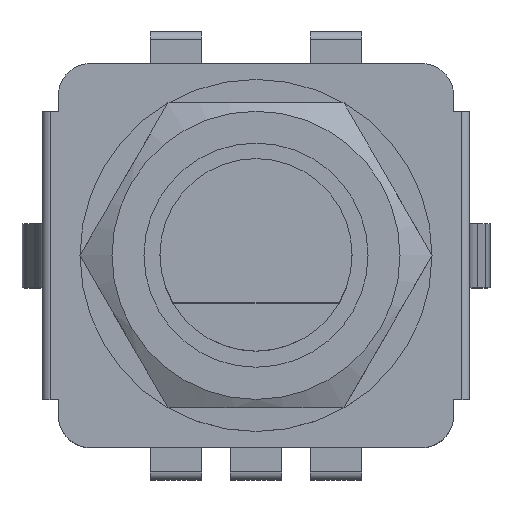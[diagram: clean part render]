
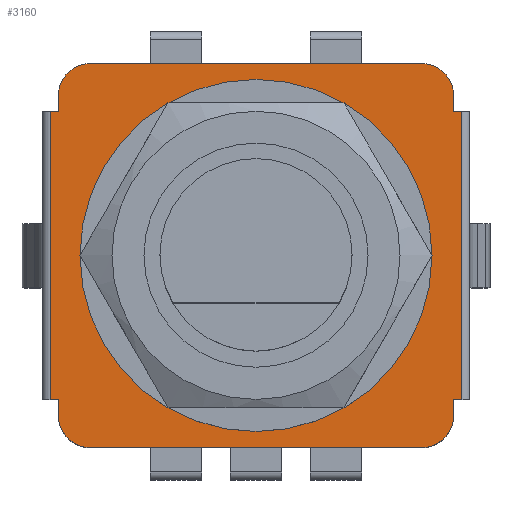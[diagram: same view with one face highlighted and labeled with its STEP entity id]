
A CAD part, top view. The second image highlights one B-rep face of the part: STEP entity #3160.
In plain terms, the highlighted planar face has unit normal (0, 0, 1).
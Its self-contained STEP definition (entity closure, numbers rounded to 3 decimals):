
#157=PLANE('',#3673);
#338=FACE_OUTER_BOUND('',#524,.T.);
#524=EDGE_LOOP('',(#2682,#2683,#2684,#2685,#2686,#2687,#2688,#2689,#2690,
#2691,#2692,#2693,#2694,#2695,#2696,#2697));
#743=LINE('',#5376,#1010);
#782=LINE('',#5484,#1049);
#802=LINE('',#5535,#1069);
#803=LINE('',#5538,#1070);
#804=LINE('',#5542,#1071);
#805=LINE('',#5546,#1072);
#806=LINE('',#5548,#1073);
#807=LINE('',#5549,#1074);
#808=LINE('',#5551,#1075);
#809=LINE('',#5555,#1076);
#810=LINE('',#5559,#1077);
#811=LINE('',#5560,#1078);
#1010=VECTOR('',#4375,10.);
#1049=VECTOR('',#4476,10.);
#1069=VECTOR('',#4534,10.);
#1070=VECTOR('',#4537,10.);
#1071=VECTOR('',#4540,10.);
#1072=VECTOR('',#4543,10.);
#1073=VECTOR('',#4544,10.);
#1074=VECTOR('',#4545,10.);
#1075=VECTOR('',#4546,10.);
#1076=VECTOR('',#4549,10.);
#1077=VECTOR('',#4552,10.);
#1078=VECTOR('',#4553,10.);
#1272=CIRCLE('',#3674,1.);
#1273=CIRCLE('',#3675,1.);
#1274=CIRCLE('',#3676,1.);
#1275=CIRCLE('',#3677,1.);
#1482=VERTEX_POINT('',#5373);
#1483=VERTEX_POINT('',#5375);
#1520=VERTEX_POINT('',#5481);
#1521=VERTEX_POINT('',#5483);
#1533=VERTEX_POINT('',#5533);
#1534=VERTEX_POINT('',#5537);
#1535=VERTEX_POINT('',#5539);
#1536=VERTEX_POINT('',#5541);
#1537=VERTEX_POINT('',#5543);
#1538=VERTEX_POINT('',#5545);
#1539=VERTEX_POINT('',#5547);
#1540=VERTEX_POINT('',#5550);
#1541=VERTEX_POINT('',#5552);
#1542=VERTEX_POINT('',#5554);
#1543=VERTEX_POINT('',#5556);
#1544=VERTEX_POINT('',#5558);
#1860=EDGE_CURVE('',#1482,#1483,#743,.T.);
#1916=EDGE_CURVE('',#1520,#1521,#782,.T.);
#1945=EDGE_CURVE('',#1483,#1533,#802,.T.);
#1946=EDGE_CURVE('',#1534,#1482,#803,.T.);
#1947=EDGE_CURVE('',#1535,#1534,#1272,.T.);
#1948=EDGE_CURVE('',#1536,#1535,#804,.T.);
#1949=EDGE_CURVE('',#1537,#1536,#1273,.T.);
#1950=EDGE_CURVE('',#1538,#1537,#805,.T.);
#1951=EDGE_CURVE('',#1539,#1538,#806,.T.);
#1952=EDGE_CURVE('',#1521,#1539,#807,.T.);
#1953=EDGE_CURVE('',#1540,#1520,#808,.T.);
#1954=EDGE_CURVE('',#1541,#1540,#1274,.T.);
#1955=EDGE_CURVE('',#1542,#1541,#809,.T.);
#1956=EDGE_CURVE('',#1543,#1542,#1275,.T.);
#1957=EDGE_CURVE('',#1544,#1543,#810,.T.);
#1958=EDGE_CURVE('',#1533,#1544,#811,.T.);
#2682=ORIENTED_EDGE('',*,*,#1945,.F.);
#2683=ORIENTED_EDGE('',*,*,#1860,.F.);
#2684=ORIENTED_EDGE('',*,*,#1946,.F.);
#2685=ORIENTED_EDGE('',*,*,#1947,.F.);
#2686=ORIENTED_EDGE('',*,*,#1948,.F.);
#2687=ORIENTED_EDGE('',*,*,#1949,.F.);
#2688=ORIENTED_EDGE('',*,*,#1950,.F.);
#2689=ORIENTED_EDGE('',*,*,#1951,.F.);
#2690=ORIENTED_EDGE('',*,*,#1952,.F.);
#2691=ORIENTED_EDGE('',*,*,#1916,.F.);
#2692=ORIENTED_EDGE('',*,*,#1953,.F.);
#2693=ORIENTED_EDGE('',*,*,#1954,.F.);
#2694=ORIENTED_EDGE('',*,*,#1955,.F.);
#2695=ORIENTED_EDGE('',*,*,#1956,.F.);
#2696=ORIENTED_EDGE('',*,*,#1957,.F.);
#2697=ORIENTED_EDGE('',*,*,#1958,.F.);
#3160=ADVANCED_FACE('',(#338),#157,.T.);
#3673=AXIS2_PLACEMENT_3D('',#5536,#4535,#4536);
#3674=AXIS2_PLACEMENT_3D('',#5540,#4538,#4539);
#3675=AXIS2_PLACEMENT_3D('',#5544,#4541,#4542);
#3676=AXIS2_PLACEMENT_3D('',#5553,#4547,#4548);
#3677=AXIS2_PLACEMENT_3D('',#5557,#4550,#4551);
#4375=DIRECTION('',(1.,0.,0.));
#4476=DIRECTION('',(-1.,0.,0.));
#4534=DIRECTION('',(0.,-1.,0.));
#4535=DIRECTION('center_axis',(0.,0.,1.));
#4536=DIRECTION('ref_axis',(1.,0.,0.));
#4537=DIRECTION('',(0.,-1.,0.));
#4538=DIRECTION('center_axis',(0.,0.,-1.));
#4539=DIRECTION('ref_axis',(1.,0.,0.));
#4540=DIRECTION('',(1.,0.,0.));
#4541=DIRECTION('center_axis',(0.,0.,-1.));
#4542=DIRECTION('ref_axis',(0.,1.,0.));
#4543=DIRECTION('',(0.,1.,0.));
#4544=DIRECTION('',(1.,0.,0.));
#4545=DIRECTION('',(0.,1.,0.));
#4546=DIRECTION('',(0.,1.,0.));
#4547=DIRECTION('center_axis',(0.,0.,-1.));
#4548=DIRECTION('ref_axis',(-1.,0.,0.));
#4549=DIRECTION('',(-1.,0.,0.));
#4550=DIRECTION('center_axis',(0.,0.,-1.));
#4551=DIRECTION('ref_axis',(0.,-1.,0.));
#4552=DIRECTION('',(0.,-1.,0.));
#4553=DIRECTION('',(-1.,0.,0.));
#5373=CARTESIAN_POINT('',(6.175,4.5,0.5));
#5375=CARTESIAN_POINT('',(6.425,4.5,0.5));
#5376=CARTESIAN_POINT('',(6.675,4.5,0.5));
#5481=CARTESIAN_POINT('',(-6.175,-4.5,0.5));
#5483=CARTESIAN_POINT('',(-6.425,-4.5,0.5));
#5484=CARTESIAN_POINT('',(-6.675,-4.5,0.5));
#5533=CARTESIAN_POINT('',(6.425,-4.5,0.5));
#5535=CARTESIAN_POINT('',(6.425,2.25,0.5));
#5536=CARTESIAN_POINT('Origin',(6.425,0.,0.5));
#5537=CARTESIAN_POINT('',(6.175,5.,0.5));
#5538=CARTESIAN_POINT('',(6.175,-5.,0.5));
#5539=CARTESIAN_POINT('',(5.175,6.,0.5));
#5540=CARTESIAN_POINT('Origin',(5.175,5.,0.5));
#5541=CARTESIAN_POINT('',(-5.175,6.,0.5));
#5542=CARTESIAN_POINT('',(5.175,6.,0.5));
#5543=CARTESIAN_POINT('',(-6.175,5.,0.5));
#5544=CARTESIAN_POINT('Origin',(-5.175,5.,0.5));
#5545=CARTESIAN_POINT('',(-6.175,4.5,0.5));
#5546=CARTESIAN_POINT('',(-6.175,5.,0.5));
#5547=CARTESIAN_POINT('',(-6.425,4.5,0.5));
#5548=CARTESIAN_POINT('',(-6.175,4.5,0.5));
#5549=CARTESIAN_POINT('',(-6.425,-2.25,0.5));
#5550=CARTESIAN_POINT('',(-6.175,-5.,0.5));
#5551=CARTESIAN_POINT('',(-6.175,5.,0.5));
#5552=CARTESIAN_POINT('',(-5.175,-6.,0.5));
#5553=CARTESIAN_POINT('Origin',(-5.175,-5.,0.5));
#5554=CARTESIAN_POINT('',(5.175,-6.,0.5));
#5555=CARTESIAN_POINT('',(-5.175,-6.,0.5));
#5556=CARTESIAN_POINT('',(6.175,-5.,0.5));
#5557=CARTESIAN_POINT('Origin',(5.175,-5.,0.5));
#5558=CARTESIAN_POINT('',(6.175,-4.5,0.5));
#5559=CARTESIAN_POINT('',(6.175,-5.,0.5));
#5560=CARTESIAN_POINT('',(6.175,-4.5,0.5));
